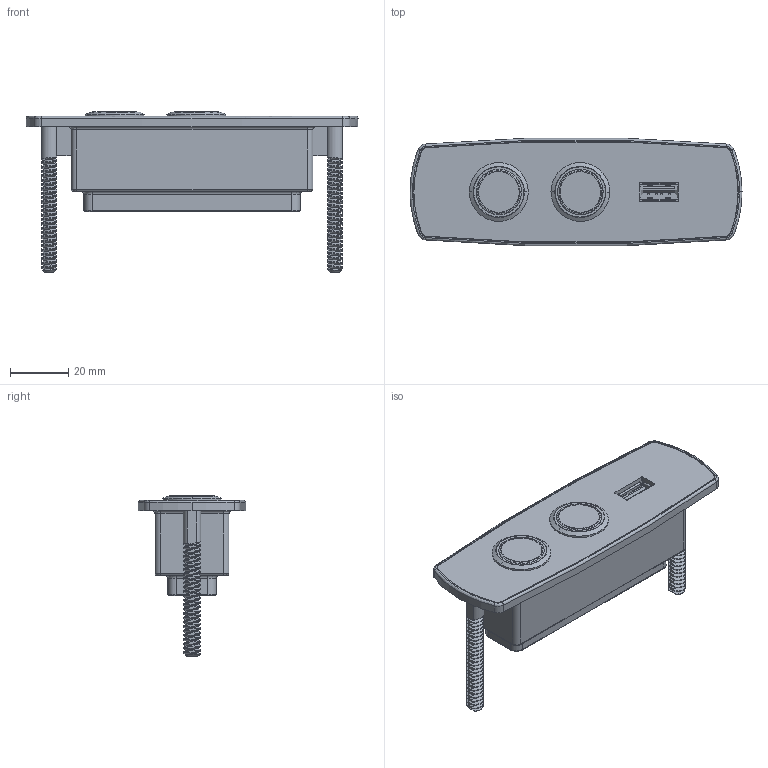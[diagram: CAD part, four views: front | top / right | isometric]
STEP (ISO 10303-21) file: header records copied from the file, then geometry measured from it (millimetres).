
FILE_DESCRIPTION (( 'STEP AP203' ), '1' );
FILE_NAME ('Mira.STEP', '2017-10-05T08:32:24', ( 'admin' ), ( 'Hewlett-Packard Company' ), 'SwSTEP 2.0', 'SolidWorks 2016', '' );
FILE_SCHEMA (( 'CONFIG_CONTROL_DESIGN' ));
Length unit declared in the file: millimetre
Products named in the file (1): Mira
Bounding box: 114 x 36.9 x 55.2 mm (x, y, z)
Volume: 71594.8 mm3; surface area: 19379.9 mm2
Topology: 1 solids, 2 shells, 622 faces, 1685 edges, 1108 vertices
Faces by surface type: plane 313, cylinder 260, bspline 39, cone 10
Entity records: 31909 total; most frequent: CARTESIAN_POINT 17264, ORIENTED_EDGE 3370, DIRECTION 2673, EDGE_CURVE 1685, VERTEX_POINT 1108, AXIS2_PLACEMENT_3D 918, LINE 837, VECTOR 837
